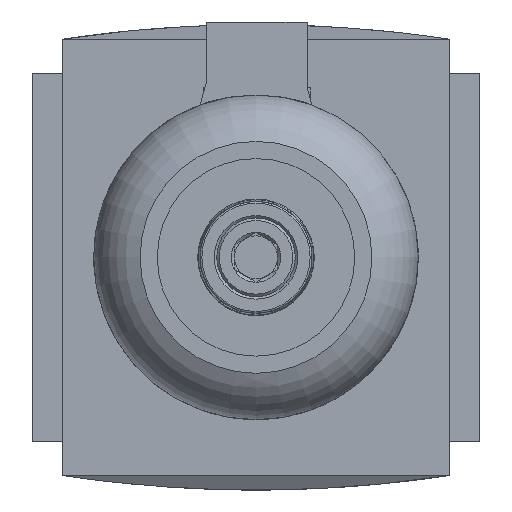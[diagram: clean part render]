
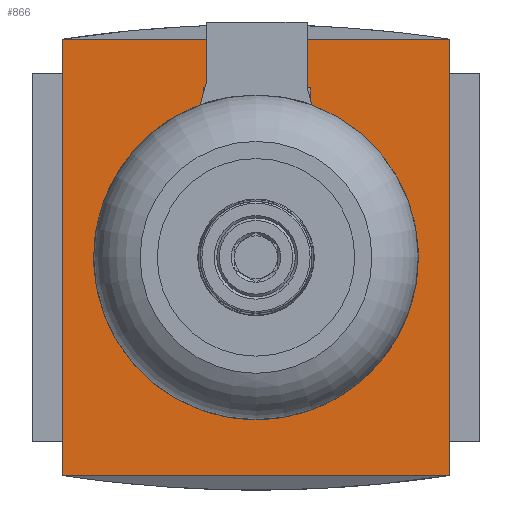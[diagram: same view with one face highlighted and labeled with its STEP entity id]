
A CAD part, front view. The second image highlights one B-rep face of the part: STEP entity #866.
In plain terms, the highlighted planar face has unit normal (0, -1, 0).
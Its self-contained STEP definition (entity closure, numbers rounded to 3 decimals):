
#866 = ADVANCED_FACE( '', ( #1764 ), #1765, .F. );
#1764 = FACE_OUTER_BOUND( '', #2663, .T. );
#1765 = PLANE( '', #2664 );
#2663 = EDGE_LOOP( '', ( #5060, #5061, #5062, #5063 ) );
#2664 = AXIS2_PLACEMENT_3D( '', #5064, #5065, #5066 );
#5060 = ORIENTED_EDGE( '', *, *, #6151, .F. );
#5061 = ORIENTED_EDGE( '', *, *, #5845, .T. );
#5062 = ORIENTED_EDGE( '', *, *, #6189, .F. );
#5063 = ORIENTED_EDGE( '', *, *, #5366, .T. );
#5064 = CARTESIAN_POINT( '', ( 0., -31., 122.903 ) );
#5065 = DIRECTION( '', ( 0., 1., 0. ) );
#5066 = DIRECTION( '', ( 0., 0., 1. ) );
#5366 = EDGE_CURVE( '', #6358, #6361, #6435, .T. );
#5845 = EDGE_CURVE( '', #7206, #7207, #7208, .T. );
#6151 = EDGE_CURVE( '', #7206, #6361, #7599, .T. );
#6189 = EDGE_CURVE( '', #6358, #7207, #7645, .T. );
#6358 = VERTEX_POINT( '', #7867 );
#6361 = VERTEX_POINT( '', #7871 );
#6435 = LINE( '', #7983, #7984 );
#7206 = VERTEX_POINT( '', #9102 );
#7207 = VERTEX_POINT( '', #9103 );
#7208 = LINE( '', #9104, #9105 );
#7599 = LINE( '', #9690, #9691 );
#7645 = LINE( '', #9748, #9749 );
#7867 = CARTESIAN_POINT( '', ( 22.5, -31., 25.4 ) );
#7871 = CARTESIAN_POINT( '', ( -22.5, -31., 25.4 ) );
#7983 = CARTESIAN_POINT( '', ( 0., -31., 25.4 ) );
#7984 = VECTOR( '', #9924, 1000. );
#9102 = CARTESIAN_POINT( '', ( -22.5, -31., -25.4 ) );
#9103 = CARTESIAN_POINT( '', ( 22.5, -31., -25.4 ) );
#9104 = CARTESIAN_POINT( '', ( 0., -31., -25.4 ) );
#9105 = VECTOR( '', #10486, 1000. );
#9690 = CARTESIAN_POINT( '', ( -22.5, -31., -25.4 ) );
#9691 = VECTOR( '', #10763, 1000. );
#9748 = CARTESIAN_POINT( '', ( 22.5, -31., 25.4 ) );
#9749 = VECTOR( '', #10805, 1000. );
#9924 = DIRECTION( '', ( -1., 0., 0. ) );
#10486 = DIRECTION( '', ( 1., 0., 0. ) );
#10763 = DIRECTION( '', ( 0., 0., 1. ) );
#10805 = DIRECTION( '', ( 0., 0., -1. ) );
